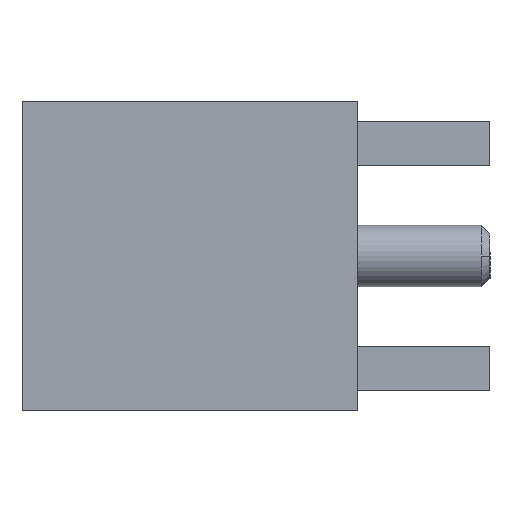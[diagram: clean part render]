
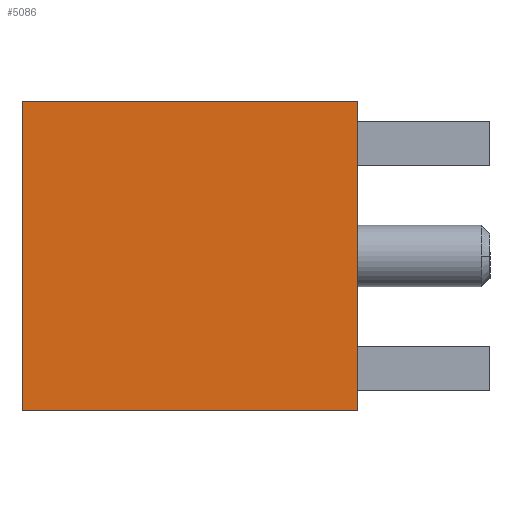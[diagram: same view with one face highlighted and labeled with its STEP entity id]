
A CAD part, front view. The second image highlights one B-rep face of the part: STEP entity #5086.
In plain terms, the highlighted planar face has unit normal (0, -1, 0).
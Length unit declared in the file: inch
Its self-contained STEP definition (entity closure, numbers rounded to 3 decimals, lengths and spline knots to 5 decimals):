
#170 = VECTOR ( 'NONE', #5366, 39.37008 ) ;
#293 = CARTESIAN_POINT ( 'NONE',  ( 0.14961, -0.0689, 0.0689 ) ) ;
#351 = CARTESIAN_POINT ( 'NONE',  ( 0., -0.0689, 0. ) ) ;
#354 = VERTEX_POINT ( 'NONE', #3756 ) ;
#528 = FACE_OUTER_BOUND ( 'NONE', #3198, .T. ) ;
#765 = VERTEX_POINT ( 'NONE', #293 ) ;
#834 = VECTOR ( 'NONE', #2781, 39.37008 ) ;
#849 = ORIENTED_EDGE ( 'NONE', *, *, #2511, .T. ) ;
#937 = ORIENTED_EDGE ( 'NONE', *, *, #2794, .F. ) ;
#1297 = CARTESIAN_POINT ( 'NONE',  ( 0., -0.0689, -0.0689 ) ) ;
#1540 = LINE ( 'NONE', #2465, #170 ) ;
#1778 = VERTEX_POINT ( 'NONE', #1297 ) ;
#1780 = DIRECTION ( 'NONE',  ( 0., -1., 0. ) ) ;
#1872 = CARTESIAN_POINT ( 'NONE',  ( 0.0748, -0.0689, -0.0689 ) ) ;
#2303 = VECTOR ( 'NONE', #2534, 39.37008 ) ;
#2369 = CARTESIAN_POINT ( 'NONE',  ( 0.0748, -0.0689, 0.0689 ) ) ;
#2465 = CARTESIAN_POINT ( 'NONE',  ( 0.14961, -0.0689, 0. ) ) ;
#2511 = EDGE_CURVE ( 'NONE', #765, #354, #4875, .T. ) ;
#2534 = DIRECTION ( 'NONE',  ( 0., 0., 1. ) ) ;
#2598 = DIRECTION ( 'NONE',  ( 1., 0., 0. ) ) ;
#2615 = LINE ( 'NONE', #351, #2303 ) ;
#2781 = DIRECTION ( 'NONE',  ( -1., 0., 0. ) ) ;
#2794 = EDGE_CURVE ( 'NONE', #4967, #1778, #5309, .T. ) ;
#2896 = DIRECTION ( 'NONE',  ( -1., 0., 0. ) ) ;
#3014 = EDGE_CURVE ( 'NONE', #1778, #354, #2615, .T. ) ;
#3124 = PLANE ( 'NONE',  #4147 ) ;
#3198 = EDGE_LOOP ( 'NONE', ( #4553, #937, #4503, #849 ) ) ;
#3727 = EDGE_CURVE ( 'NONE', #4967, #765, #1540, .T. ) ;
#3756 = CARTESIAN_POINT ( 'NONE',  ( 0., -0.0689, 0.0689 ) ) ;
#4147 = AXIS2_PLACEMENT_3D ( 'NONE', #4329, #1780, #2598 ) ;
#4329 = CARTESIAN_POINT ( 'NONE',  ( -0.00039, -0.0689, -0.06929 ) ) ;
#4503 = ORIENTED_EDGE ( 'NONE', *, *, #3727, .T. ) ;
#4553 = ORIENTED_EDGE ( 'NONE', *, *, #3014, .F. ) ;
#4595 = VECTOR ( 'NONE', #2896, 39.37008 ) ;
#4875 = LINE ( 'NONE', #2369, #834 ) ;
#4967 = VERTEX_POINT ( 'NONE', #5209 ) ;
#5086 = ADVANCED_FACE ( 'NONE', ( #528 ), #3124, .T. ) ;
#5209 = CARTESIAN_POINT ( 'NONE',  ( 0.14961, -0.0689, -0.0689 ) ) ;
#5309 = LINE ( 'NONE', #1872, #4595 ) ;
#5366 = DIRECTION ( 'NONE',  ( 0., 0., 1. ) ) ;
